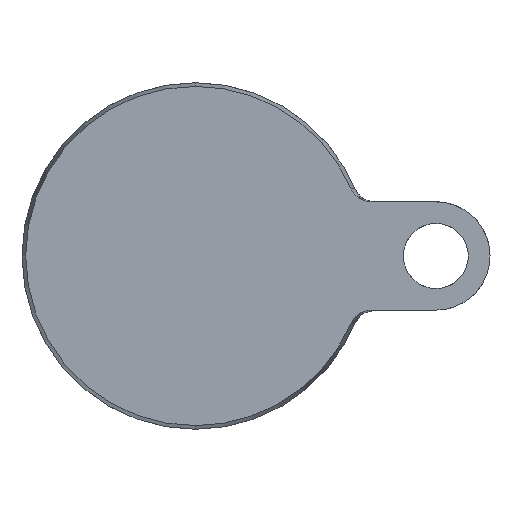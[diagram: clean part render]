
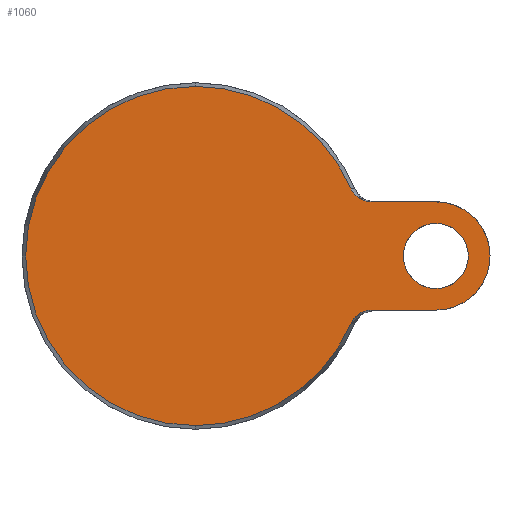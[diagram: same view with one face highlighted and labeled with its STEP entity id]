
A CAD part, front view. The second image highlights one B-rep face of the part: STEP entity #1060.
In plain terms, the highlighted planar face has unit normal (0, -1, 0).
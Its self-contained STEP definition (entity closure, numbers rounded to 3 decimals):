
#1 = CARTESIAN_POINT ( 'NONE',  ( 37.591, 0., -13.458 ) ) ;
#4 = CARTESIAN_POINT ( 'NONE',  ( 35.928, 0., 15.535 ) ) ;
#21 = CARTESIAN_POINT ( 'NONE',  ( 35.928, 0., -15.535 ) ) ;
#27 = ORIENTED_EDGE ( 'NONE', *, *, #637, .F. ) ;
#43 = ORIENTED_EDGE ( 'NONE', *, *, #152, .T. ) ;
#52 = CARTESIAN_POINT ( 'NONE',  ( 35.928, 0., 15.535 ) ) ;
#59 = DIRECTION ( 'NONE',  ( 0., 1., 0. ) ) ;
#60 = AXIS2_PLACEMENT_3D ( 'NONE', #827, #1428, #602 ) ;
#74 = CARTESIAN_POINT ( 'NONE',  ( 55.5, 0., -7.5 ) ) ;
#90 = ORIENTED_EDGE ( 'NONE', *, *, #736, .T. ) ;
#91 = CARTESIAN_POINT ( 'NONE',  ( 15., 0., 12.5 ) ) ;
#124 = CARTESIAN_POINT ( 'NONE',  ( 38.218, 0., -13.072 ) ) ;
#140 = DIRECTION ( 'NONE',  ( 0., 0., 1. ) ) ;
#148 = FACE_BOUND ( 'NONE', #1004, .T. ) ;
#152 = EDGE_CURVE ( 'NONE', #749, #220, #1220, .T. ) ;
#189 = DIRECTION ( 'NONE',  ( 0., 0., -1. ) ) ;
#203 = CIRCLE ( 'NONE', #685, 7.5 ) ;
#204 = DIRECTION ( 'NONE',  ( 0., -1., 0. ) ) ;
#216 = CARTESIAN_POINT ( 'NONE',  ( 38.008, 0., 13.187 ) ) ;
#220 = VERTEX_POINT ( 'NONE', #1415 ) ;
#223 = CARTESIAN_POINT ( 'NONE',  ( 37.032, 0., 13.927 ) ) ;
#232 = VECTOR ( 'NONE', #1371, 1000. ) ;
#241 = CARTESIAN_POINT ( 'NONE',  ( 36.861, 0., 14.101 ) ) ;
#248 = CARTESIAN_POINT ( 'NONE',  ( 38.221, 0., 13.07 ) ) ;
#256 = CIRCLE ( 'NONE', #1100, 39.143 ) ;
#262 = CARTESIAN_POINT ( 'NONE',  ( 38., 0., -13.192 ) ) ;
#274 = CARTESIAN_POINT ( 'NONE',  ( 15., 0., -12.5 ) ) ;
#295 = DIRECTION ( 'NONE',  ( 0., -1., 0. ) ) ;
#300 = AXIS2_PLACEMENT_3D ( 'NONE', #510, #59, #742 ) ;
#345 = AXIS2_PLACEMENT_3D ( 'NONE', #671, #295, #189 ) ;
#355 = CARTESIAN_POINT ( 'NONE',  ( 37.031, 0., -13.929 ) ) ;
#373 = LINE ( 'NONE', #274, #616 ) ;
#384 = CARTESIAN_POINT ( 'NONE',  ( 35.928, 0., -15.535 ) ) ;
#402 = CARTESIAN_POINT ( 'NONE',  ( 55.5, 0., 7.5 ) ) ;
#423 = CARTESIAN_POINT ( 'NONE',  ( 55.5, 0., -12.5 ) ) ;
#438 = CARTESIAN_POINT ( 'NONE',  ( 38.897, 0., 12.778 ) ) ;
#450 = CARTESIAN_POINT ( 'NONE',  ( 39.592, 0., -12.572 ) ) ;
#457 = CARTESIAN_POINT ( 'NONE',  ( 38.663, 0., -12.866 ) ) ;
#458 = EDGE_CURVE ( 'NONE', #1110, #749, #1313, .T. ) ;
#509 = DIRECTION ( 'NONE',  ( 0., 1., 0. ) ) ;
#510 = CARTESIAN_POINT ( 'NONE',  ( 55.5, 0., 0. ) ) ;
#546 = ORIENTED_EDGE ( 'NONE', *, *, #1083, .F. ) ;
#549 = DIRECTION ( 'NONE',  ( 0., 0., -1. ) ) ;
#558 = LINE ( 'NONE', #91, #232 ) ;
#600 = PLANE ( 'NONE',  #666 ) ;
#602 = DIRECTION ( 'NONE',  ( 0., 0., 1. ) ) ;
#609 = ORIENTED_EDGE ( 'NONE', *, *, #816, .T. ) ;
#610 = DIRECTION ( 'NONE',  ( -1., 0., 0. ) ) ;
#616 = VECTOR ( 'NONE', #610, 1000. ) ;
#628 = VERTEX_POINT ( 'NONE', #52 ) ;
#637 = EDGE_CURVE ( 'NONE', #1031, #1132, #949, .T. ) ;
#651 = ORIENTED_EDGE ( 'NONE', *, *, #1199, .T. ) ;
#657 = VERTEX_POINT ( 'NONE', #1209 ) ;
#662 = EDGE_CURVE ( 'NONE', #1212, #1184, #686, .T. ) ;
#663 = AXIS2_PLACEMENT_3D ( 'NONE', #1129, #204, #549 ) ;
#666 = AXIS2_PLACEMENT_3D ( 'NONE', #957, #509, #1418 ) ;
#671 = CARTESIAN_POINT ( 'NONE',  ( 0., 0., 0. ) ) ;
#684 = CARTESIAN_POINT ( 'NONE',  ( 36.124, 0., 15.081 ) ) ;
#685 = AXIS2_PLACEMENT_3D ( 'NONE', #1413, #717, #140 ) ;
#686 = CIRCLE ( 'NONE', #60, 7.5 ) ;
#717 = DIRECTION ( 'NONE',  ( 0., 1., 0. ) ) ;
#736 = EDGE_CURVE ( 'NONE', #1184, #1212, #203, .T. ) ;
#742 = DIRECTION ( 'NONE',  ( 0., 0., -1. ) ) ;
#749 = VERTEX_POINT ( 'NONE', #384 ) ;
#764 = DIRECTION ( 'NONE',  ( 0., 0., -1. ) ) ;
#808 = CARTESIAN_POINT ( 'NONE',  ( 38.891, 0., -12.781 ) ) ;
#816 = EDGE_CURVE ( 'NONE', #1315, #1110, #999, .T. ) ;
#827 = CARTESIAN_POINT ( 'NONE',  ( 55.5, 0., 0. ) ) ;
#831 = CARTESIAN_POINT ( 'NONE',  ( 40.085, 0., -12.5 ) ) ;
#844 = CARTESIAN_POINT ( 'NONE',  ( 0., 0., -39.143 ) ) ;
#868 = ORIENTED_EDGE ( 'NONE', *, *, #993, .T. ) ;
#873 = EDGE_LOOP ( 'NONE', ( #958, #868, #651, #609, #1453, #43, #546, #27 ) ) ;
#904 = ORIENTED_EDGE ( 'NONE', *, *, #662, .T. ) ;
#905 = CARTESIAN_POINT ( 'NONE',  ( 40.579, 0., 12.5 ) ) ;
#914 = CARTESIAN_POINT ( 'NONE',  ( 40.579, 0., -12.5 ) ) ;
#936 = CARTESIAN_POINT ( 'NONE',  ( 36.857, 0., -14.106 ) ) ;
#949 = CIRCLE ( 'NONE', #300, 12.5 ) ;
#957 = CARTESIAN_POINT ( 'NONE',  ( -39.143, 0., 0. ) ) ;
#958 = ORIENTED_EDGE ( 'NONE', *, *, #1374, .F. ) ;
#993 = EDGE_CURVE ( 'NONE', #657, #628, #1271, .T. ) ;
#999 = CIRCLE ( 'NONE', #345, 39.143 ) ;
#1004 = EDGE_LOOP ( 'NONE', ( #904, #90 ) ) ;
#1026 = CARTESIAN_POINT ( 'NONE',  ( 36.388, 0., 14.659 ) ) ;
#1031 = VERTEX_POINT ( 'NONE', #1285 ) ;
#1034 = CARTESIAN_POINT ( 'NONE',  ( 36.381, 0., -14.668 ) ) ;
#1037 = CARTESIAN_POINT ( 'NONE',  ( 37.4, 0., 13.603 ) ) ;
#1057 = FACE_OUTER_BOUND ( 'NONE', #873, .T. ) ;
#1060 = ADVANCED_FACE ( 'NONE', ( #1057, #148 ), #600, .F. ) ;
#1083 = EDGE_CURVE ( 'NONE', #1132, #220, #373, .T. ) ;
#1100 = AXIS2_PLACEMENT_3D ( 'NONE', #1123, #1351, #764 ) ;
#1110 = VERTEX_POINT ( 'NONE', #844 ) ;
#1123 = CARTESIAN_POINT ( 'NONE',  ( 0., 0., 0. ) ) ;
#1129 = CARTESIAN_POINT ( 'NONE',  ( 0., 0., 0. ) ) ;
#1132 = VERTEX_POINT ( 'NONE', #423 ) ;
#1183 = CARTESIAN_POINT ( 'NONE',  ( 37.397, 0., -13.606 ) ) ;
#1184 = VERTEX_POINT ( 'NONE', #402 ) ;
#1199 = EDGE_CURVE ( 'NONE', #628, #1315, #256, .T. ) ;
#1209 = CARTESIAN_POINT ( 'NONE',  ( 40.579, 0., 12.5 ) ) ;
#1212 = VERTEX_POINT ( 'NONE', #74 ) ;
#1220 = B_SPLINE_CURVE_WITH_KNOTS ( 'NONE', 3,
 ( #21, #1392, #1034, #936, #355, #1183, #1, #262, #124, #457, #808, #450, #831, #914 ),
 .UNSPECIFIED., .F., .F.,
 ( 4, 2, 2, 2, 2, 2, 4 ),
 ( 0., 0.001, 0.002, 0.003, 0.004, 0.004, 0.006 ),
 .UNSPECIFIED. ) ;
#1271 = B_SPLINE_CURVE_WITH_KNOTS ( 'NONE', 3,
 ( #905, #1280, #1468, #438, #1390, #248, #216, #1361, #1037, #223, #241, #1026, #684, #4 ),
 .UNSPECIFIED., .F., .F.,
 ( 4, 2, 2, 2, 2, 2, 4 ),
 ( 0., 0.001, 0.002, 0.003, 0.004, 0.004, 0.006 ),
 .UNSPECIFIED. ) ;
#1280 = CARTESIAN_POINT ( 'NONE',  ( 40.085, 0., 12.5 ) ) ;
#1285 = CARTESIAN_POINT ( 'NONE',  ( 55.5, 0., 12.5 ) ) ;
#1313 = CIRCLE ( 'NONE', #663, 39.143 ) ;
#1315 = VERTEX_POINT ( 'NONE', #1388 ) ;
#1351 = DIRECTION ( 'NONE',  ( 0., -1., 0. ) ) ;
#1361 = CARTESIAN_POINT ( 'NONE',  ( 37.598, 0., 13.453 ) ) ;
#1371 = DIRECTION ( 'NONE',  ( 1., 0., 0. ) ) ;
#1374 = EDGE_CURVE ( 'NONE', #657, #1031, #558, .T. ) ;
#1388 = CARTESIAN_POINT ( 'NONE',  ( 0., 0., 39.143 ) ) ;
#1390 = CARTESIAN_POINT ( 'NONE',  ( 38.665, 0., 12.866 ) ) ;
#1392 = CARTESIAN_POINT ( 'NONE',  ( 36.124, 0., -15.081 ) ) ;
#1413 = CARTESIAN_POINT ( 'NONE',  ( 55.5, 0., 0. ) ) ;
#1415 = CARTESIAN_POINT ( 'NONE',  ( 40.579, 0., -12.5 ) ) ;
#1418 = DIRECTION ( 'NONE',  ( 0., 0., 1. ) ) ;
#1428 = DIRECTION ( 'NONE',  ( 0., 1., 0. ) ) ;
#1453 = ORIENTED_EDGE ( 'NONE', *, *, #458, .T. ) ;
#1468 = CARTESIAN_POINT ( 'NONE',  ( 39.603, 0., 12.57 ) ) ;
